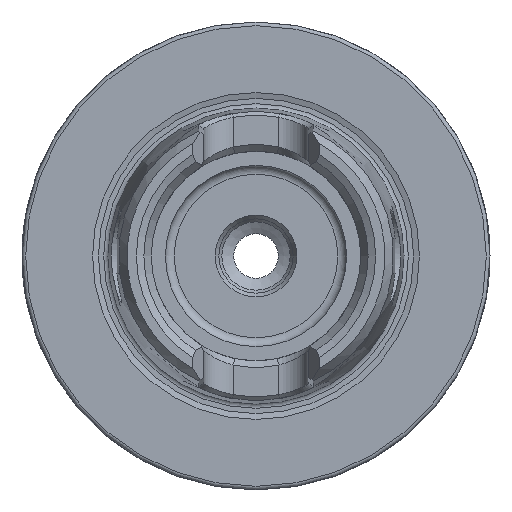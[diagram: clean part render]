
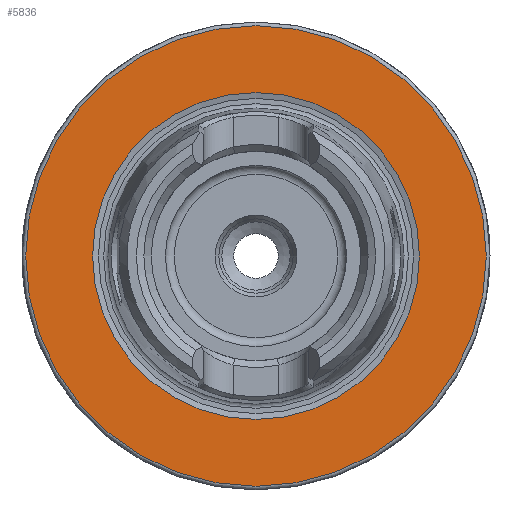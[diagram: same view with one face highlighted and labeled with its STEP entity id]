
A CAD part, left-side view. The second image highlights one B-rep face of the part: STEP entity #5836.
In plain terms, the highlighted planar face has unit normal (-1, 0, 0).
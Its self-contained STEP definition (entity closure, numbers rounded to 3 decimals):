
#5802=CARTESIAN_POINT('',(0.0,22.,0.0));
#5803=VERTEX_POINT('',#5802);
#5804=CARTESIAN_POINT('',(0.0,0.,0.0));
#5805=DIRECTION('',(1.0,0.0,0.0));
#5806=DIRECTION('',(0.0,1.0,0.0));
#5807=AXIS2_PLACEMENT_3D('',#5804,#5805,#5806);
#5808=CIRCLE('',#5807,22.);
#5809=EDGE_CURVE('',#5803,#5803,#5808,.T.);
#5817=CARTESIAN_POINT('',(0.0,26.5,0.0));
#5818=DIRECTION('',(-1.0,0.0,0.0));
#5819=DIRECTION('',(0.0,0.0,1.0));
#5820=AXIS2_PLACEMENT_3D('',#5817,#5818,#5819);
#5821=PLANE('',#5820);
#5822=CARTESIAN_POINT('',(0.0,31.,0.0));
#5823=VERTEX_POINT('',#5822);
#5824=CARTESIAN_POINT('',(0.0,0.,0.0));
#5825=DIRECTION('',(1.0,0.0,0.0));
#5826=DIRECTION('',(0.0,1.0,0.0));
#5827=AXIS2_PLACEMENT_3D('',#5824,#5825,#5826);
#5828=CIRCLE('',#5827,31.);
#5829=EDGE_CURVE('',#5823,#5823,#5828,.T.);
#5830=ORIENTED_EDGE('',*,*,#5829,.F.);
#5831=EDGE_LOOP('',(#5830));
#5832=FACE_OUTER_BOUND('',#5831,.T.);
#5833=ORIENTED_EDGE('',*,*,#5809,.T.);
#5834=EDGE_LOOP('',(#5833));
#5835=FACE_BOUND('',#5834,.T.);
#5836=ADVANCED_FACE('',(#5832,#5835),#5821,.T.);
